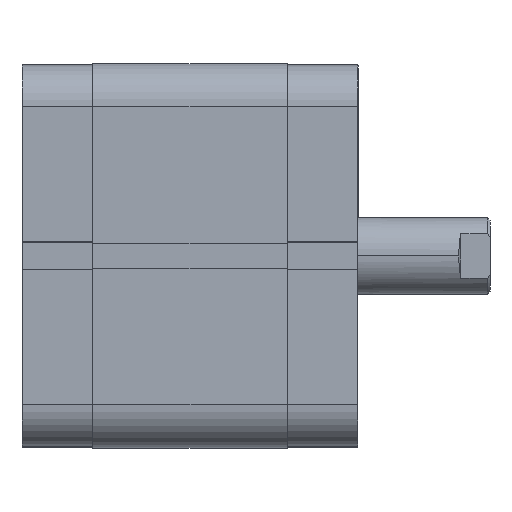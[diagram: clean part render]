
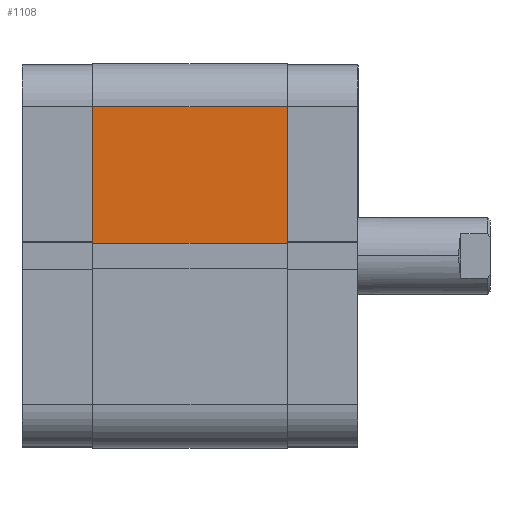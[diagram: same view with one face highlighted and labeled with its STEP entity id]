
A CAD part, top view. The second image highlights one B-rep face of the part: STEP entity #1108.
In plain terms, the highlighted face is planar.
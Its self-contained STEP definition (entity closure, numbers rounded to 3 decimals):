
#281 = LINE ( 'NONE', #619, #282 ) ;
#282 = VECTOR ( 'NONE', #620, 1000. ) ;
#283 = LINE ( 'NONE', #621, #284 ) ;
#284 = VECTOR ( 'NONE', #622, 1000. ) ;
#287 = LINE ( 'NONE', #626, #288 ) ;
#288 = VECTOR ( 'NONE', #627, 1000. ) ;
#293 = LINE ( 'NONE', #635, #294 ) ;
#294 = VECTOR ( 'NONE', #636, 1000. ) ;
#619 = CARTESIAN_POINT ( 'NONE',  ( 40., -88.141, 0. ) ) ;
#620 = DIRECTION ( 'NONE',  ( 0., -1., 0. ) ) ;
#621 = CARTESIAN_POINT ( 'NONE',  ( 40., 31., 40.5 ) ) ;
#622 = DIRECTION ( 'NONE',  ( 0., 0., -1. ) ) ;
#626 = CARTESIAN_POINT ( 'NONE',  ( 40., 2.6, 40.5 ) ) ;
#627 = DIRECTION ( 'NONE',  ( 0., 0., -1. ) ) ;
#635 = CARTESIAN_POINT ( 'NONE',  ( 40., -88.141, 40.5 ) ) ;
#636 = DIRECTION ( 'NONE',  ( 0., -1., 0. ) ) ;
#759 = CARTESIAN_POINT ( 'NONE',  ( 40., 2.6, 40.5 ) ) ;
#763 = CARTESIAN_POINT ( 'NONE',  ( 40., 2.6, 0. ) ) ;
#790 = CARTESIAN_POINT ( 'NONE',  ( 40., 31., 40.5 ) ) ;
#795 = CARTESIAN_POINT ( 'NONE',  ( 40., 31., 0. ) ) ;
#1108 = ADVANCED_FACE ( 'NONE', ( #1636 ), #5795, .T. ) ;
#1211 = ORIENTED_EDGE ( 'NONE', *, *, #3718, .T. ) ;
#1212 = ORIENTED_EDGE ( 'NONE', *, *, #3721, .T. ) ;
#1213 = ORIENTED_EDGE ( 'NONE', *, *, #3716, .F. ) ;
#1214 = ORIENTED_EDGE ( 'NONE', *, *, #3715, .F. ) ;
#1511 = EDGE_LOOP ( 'NONE', ( #1214, #1213, #1212, #1211 ) ) ;
#1636 = FACE_OUTER_BOUND ( 'NONE', #1511, .T. ) ;
#3715 = EDGE_CURVE ( 'NONE', #5868, #5825, #281, .T. ) ;
#3716 = EDGE_CURVE ( 'NONE', #5863, #5868, #283, .T. ) ;
#3718 = EDGE_CURVE ( 'NONE', #5821, #5825, #287, .T. ) ;
#3721 = EDGE_CURVE ( 'NONE', #5863, #5821, #293, .T. ) ;
#3743 = AXIS2_PLACEMENT_3D ( 'NONE', #5979, #6024, #5820 ) ;
#5795 = PLANE ( 'NONE',  #3743 ) ;
#5820 = DIRECTION ( 'NONE',  ( 0., 0., -1. ) ) ;
#5821 = VERTEX_POINT ( 'NONE', #759 ) ;
#5825 = VERTEX_POINT ( 'NONE', #763 ) ;
#5863 = VERTEX_POINT ( 'NONE', #790 ) ;
#5868 = VERTEX_POINT ( 'NONE', #795 ) ;
#5979 = CARTESIAN_POINT ( 'NONE',  ( 40., -88.141, 40.5 ) ) ;
#6024 = DIRECTION ( 'NONE',  ( 1., 0., 0. ) ) ;
